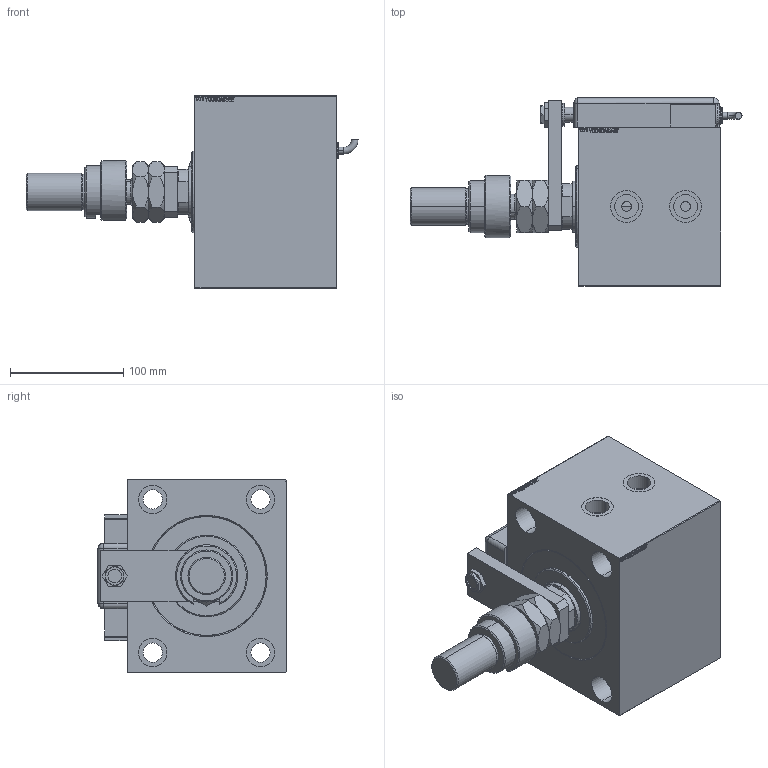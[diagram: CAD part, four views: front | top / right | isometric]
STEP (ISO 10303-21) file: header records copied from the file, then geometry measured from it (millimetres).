
FILE_DESCRIPTION (( 'STEP AP203' ), '1' );
FILE_NAME ('efa2.STEP', '2022-04-18T19:04:44', ( '' ), ( '' ), 'SwSTEP 2.0', 'SolidWorks 2019', '' );
FILE_SCHEMA (( 'CONFIG_CONTROL_DESIGN' ));
Length unit declared in the file: millimetre
Products named in the file (16): efa2; ZARAZKA_Q 02e2dc81a8c06aba33ab7fcec35c5852; V450CM_C_VCP 02e2dc81a8c06aba33ab7fcec35c5852; TYC 02e2dc81a8c06aba33ab7fcec35c5852; MFA 02e2dc81a8c06aba33ab7fcec35c5852; V450CM_VC_B 02e2dc81a8c06aba33ab7fcec35c5852; FEMALE_PART_FOR_DFA 02e2dc81a8c06aba33ab7fcec35c5852; SWITCH DIM A_G 02e2dc81a8c06aba33ab7fcec35c5852; NUT_D13 02e2dc81a8c06aba33ab7fcec35c5852; V450CM_C_Body 02e2dc81a8c06aba33ab7fcec35c5852; SWITCH_Q_FRONT_BACK 02e2dc81a8c06aba33ab7fcec35c5852; Q_T_W_DFA 02e2dc81a8c06aba33ab7fcec35c5852; SWITCH Q 02e2dc81a8c06aba33ab7fcec35c5852; KRYT 02e2dc81a8c06aba33ab7fcec35c5852; NUT_D19 02e2dc81a8c06aba33ab7fcec35c5852; MAGNETIC SWITCH Q 02e2dc81a8c06aba33ab7fcec35c5852
Assembly tree (16 placements, depth 3):
  efa2
    V450CM_C_Body 02e2dc81a8c06aba33ab7fcec35c5852
    V450CM_C_VCP 02e2dc81a8c06aba33ab7fcec35c5852
    V450CM_VC_B 02e2dc81a8c06aba33ab7fcec35c5852
    MAGNETIC SWITCH Q 02e2dc81a8c06aba33ab7fcec35c5852
      SWITCH_Q_FRONT_BACK 02e2dc81a8c06aba33ab7fcec35c5852
      TYC 02e2dc81a8c06aba33ab7fcec35c5852
      ZARAZKA_Q 02e2dc81a8c06aba33ab7fcec35c5852
      SWITCH DIM A_G 02e2dc81a8c06aba33ab7fcec35c5852
      NUT_D19 02e2dc81a8c06aba33ab7fcec35c5852
      NUT_D13 02e2dc81a8c06aba33ab7fcec35c5852
      KRYT 02e2dc81a8c06aba33ab7fcec35c5852
      SWITCH Q 02e2dc81a8c06aba33ab7fcec35c5852  x2
    Q_T_W_DFA 02e2dc81a8c06aba33ab7fcec35c5852
      FEMALE_PART_FOR_DFA 02e2dc81a8c06aba33ab7fcec35c5852
      MFA 02e2dc81a8c06aba33ab7fcec35c5852
Bounding box: 292.76 x 165.8 x 170 mm (x, y, z)
Volume: 3034247.8 mm3; surface area: 331325.6 mm2
Topology: 15 solids, 15 shells, 1335 faces, 3349 edges, 2195 vertices
Faces by surface type: plane 644, bspline 471, cylinder 130, cone 62, torus 26, sphere 2
Entity records: 62717 total; most frequent: CARTESIAN_POINT 32969, ORIENTED_EDGE 6502, DIRECTION 4267, EDGE_CURVE 3251, VERTEX_POINT 2135, VECTOR 1885, LINE 1885, EDGE_LOOP 1472
